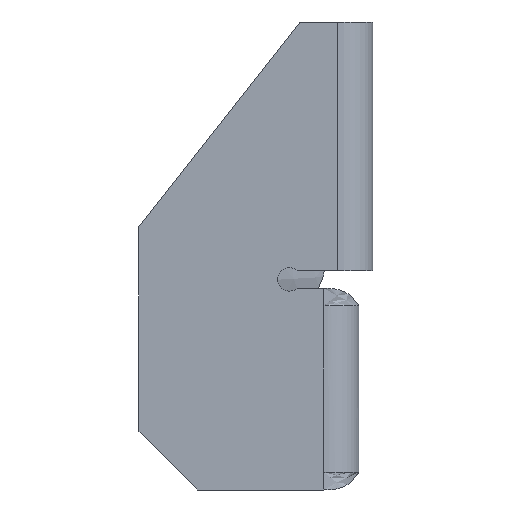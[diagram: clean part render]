
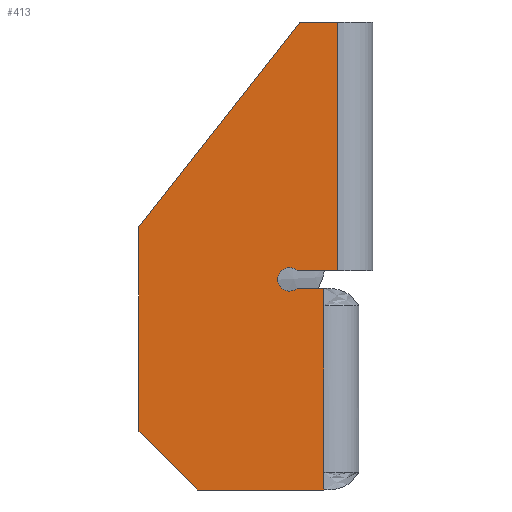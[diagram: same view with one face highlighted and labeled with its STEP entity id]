
A CAD part, left-side view. The second image highlights one B-rep face of the part: STEP entity #413.
In plain terms, the highlighted planar face has unit normal (-1, 0, 0).
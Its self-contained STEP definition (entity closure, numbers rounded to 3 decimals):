
#3 = ORIENTED_EDGE ( 'NONE', *, *, #2723, .T. ) ;
#9 = LINE ( 'NONE', #1113, #2728 ) ;
#102 = DIRECTION ( 'NONE',  ( 0., 0., 1. ) ) ;
#195 = EDGE_CURVE ( 'NONE', #3788, #3160, #4614, .T. ) ;
#237 = VECTOR ( 'NONE', #4769, 1000. ) ;
#270 = ORIENTED_EDGE ( 'NONE', *, *, #456, .F. ) ;
#325 = VERTEX_POINT ( 'NONE', #1033 ) ;
#349 = CARTESIAN_POINT ( 'NONE',  ( -20., -5.723, -4. ) ) ;
#352 = CARTESIAN_POINT ( 'NONE',  ( -20., 20., 40. ) ) ;
#370 = EDGE_CURVE ( 'NONE', #3149, #688, #1741, .T. ) ;
#413 = ADVANCED_FACE ( 'NONE', ( #685 ), #1453, .T. ) ;
#424 = VECTOR ( 'NONE', #1212, 1000. ) ;
#456 = EDGE_CURVE ( 'NONE', #2921, #3658, #1929, .T. ) ;
#485 = LINE ( 'NONE', #4762, #424 ) ;
#491 = ORIENTED_EDGE ( 'NONE', *, *, #5092, .F. ) ;
#629 = CARTESIAN_POINT ( 'NONE',  ( -20., -11.6, -7.5 ) ) ;
#640 = ORIENTED_EDGE ( 'NONE', *, *, #195, .T. ) ;
#646 = LINE ( 'NONE', #3400, #2160 ) ;
#685 = FACE_OUTER_BOUND ( 'NONE', #1068, .T. ) ;
#688 = VERTEX_POINT ( 'NONE', #2931 ) ;
#694 = DIRECTION ( 'NONE',  ( 0., 1., 0. ) ) ;
#769 = CARTESIAN_POINT ( 'NONE',  ( -20., -11.6, -8.5 ) ) ;
#998 = DIRECTION ( 'NONE',  ( -1., 0., 0. ) ) ;
#1004 = CIRCLE ( 'NONE', #4479, 2. ) ;
#1033 = CARTESIAN_POINT ( 'NONE',  ( -20., -14., -2.5 ) ) ;
#1041 = LINE ( 'NONE', #2976, #1669 ) ;
#1068 = EDGE_LOOP ( 'NONE', ( #1241, #491, #1398, #270, #1515, #2424, #1986, #1071, #2670, #1153, #3540, #640, #3, #2271 ) ) ;
#1071 = ORIENTED_EDGE ( 'NONE', *, *, #4210, .F. ) ;
#1113 = CARTESIAN_POINT ( 'NONE',  ( -20., 20., 40. ) ) ;
#1153 = ORIENTED_EDGE ( 'NONE', *, *, #2881, .F. ) ;
#1212 = DIRECTION ( 'NONE',  ( 0., 1., 0. ) ) ;
#1225 = CARTESIAN_POINT ( 'NONE',  ( -20., 10., -40. ) ) ;
#1241 = ORIENTED_EDGE ( 'NONE', *, *, #370, .F. ) ;
#1398 = ORIENTED_EDGE ( 'NONE', *, *, #1713, .F. ) ;
#1453 = PLANE ( 'NONE',  #2092 ) ;
#1512 = LINE ( 'NONE', #352, #2569 ) ;
#1515 = ORIENTED_EDGE ( 'NONE', *, *, #3396, .F. ) ;
#1585 = CARTESIAN_POINT ( 'NONE',  ( -20., -11.6, -40. ) ) ;
#1669 = VECTOR ( 'NONE', #4970, 1000. ) ;
#1670 = CARTESIAN_POINT ( 'NONE',  ( -20., -7.5, 40. ) ) ;
#1700 = CARTESIAN_POINT ( 'NONE',  ( -20., -11.6, -80.872 ) ) ;
#1713 = EDGE_CURVE ( 'NONE', #3658, #2591, #1004, .T. ) ;
#1741 = LINE ( 'NONE', #4886, #2014 ) ;
#1868 = DIRECTION ( 'NONE',  ( -1., 0., 0. ) ) ;
#1916 = VECTOR ( 'NONE', #694, 1000. ) ;
#1929 = CIRCLE ( 'NONE', #3162, 2. ) ;
#1932 = VERTEX_POINT ( 'NONE', #1670 ) ;
#1986 = ORIENTED_EDGE ( 'NONE', *, *, #3166, .T. ) ;
#2014 = VECTOR ( 'NONE', #2914, 1000. ) ;
#2066 = EDGE_CURVE ( 'NONE', #2090, #4367, #9, .T. ) ;
#2071 = CARTESIAN_POINT ( 'NONE',  ( -20., -5.723, -4. ) ) ;
#2090 = VERTEX_POINT ( 'NONE', #5093 ) ;
#2092 = AXIS2_PLACEMENT_3D ( 'NONE', #2349, #1868, #3064 ) ;
#2101 = EDGE_CURVE ( 'NONE', #3788, #4245, #2310, .T. ) ;
#2160 = VECTOR ( 'NONE', #4154, 1000. ) ;
#2213 = CARTESIAN_POINT ( 'NONE',  ( -20., -11.6, -5.5 ) ) ;
#2235 = CARTESIAN_POINT ( 'NONE',  ( -20., -5.723, -4. ) ) ;
#2271 = ORIENTED_EDGE ( 'NONE', *, *, #2593, .T. ) ;
#2310 = LINE ( 'NONE', #4344, #1916 ) ;
#2349 = CARTESIAN_POINT ( 'NONE',  ( -20., 20., 40. ) ) ;
#2415 = CARTESIAN_POINT ( 'NONE',  ( -20., -14., 40. ) ) ;
#2424 = ORIENTED_EDGE ( 'NONE', *, *, #2868, .F. ) ;
#2494 = LINE ( 'NONE', #1700, #4064 ) ;
#2567 = DIRECTION ( 'NONE',  ( 0., 0., 1. ) ) ;
#2569 = VECTOR ( 'NONE', #3119, 1000. ) ;
#2591 = VERTEX_POINT ( 'NONE', #2877 ) ;
#2593 = EDGE_CURVE ( 'NONE', #3581, #688, #4186, .T. ) ;
#2652 = CARTESIAN_POINT ( 'NONE',  ( -20., -11.6, -40. ) ) ;
#2657 = DIRECTION ( 'NONE',  ( 0., 0., -1. ) ) ;
#2666 = DIRECTION ( 'NONE',  ( -1., 0., 0. ) ) ;
#2670 = ORIENTED_EDGE ( 'NONE', *, *, #2066, .T. ) ;
#2673 = CARTESIAN_POINT ( 'NONE',  ( -20., -11.6, -37. ) ) ;
#2703 = CARTESIAN_POINT ( 'NONE',  ( -20., -11.6, -38. ) ) ;
#2723 = EDGE_CURVE ( 'NONE', #3160, #3581, #2494, .T. ) ;
#2728 = VECTOR ( 'NONE', #2657, 1000. ) ;
#2868 = EDGE_CURVE ( 'NONE', #4311, #325, #646, .T. ) ;
#2877 = CARTESIAN_POINT ( 'NONE',  ( -20., -5.723, -6. ) ) ;
#2881 = EDGE_CURVE ( 'NONE', #4245, #4367, #1041, .T. ) ;
#2914 = DIRECTION ( 'NONE',  ( 0., -1., 0. ) ) ;
#2921 = VERTEX_POINT ( 'NONE', #3183 ) ;
#2931 = CARTESIAN_POINT ( 'NONE',  ( -20., -11.6, -5.5 ) ) ;
#2934 = AXIS2_PLACEMENT_3D ( 'NONE', #2071, #3640, #102 ) ;
#2976 = CARTESIAN_POINT ( 'NONE',  ( -20., 55., 5. ) ) ;
#3064 = DIRECTION ( 'NONE',  ( 0., 0., 1. ) ) ;
#3119 = DIRECTION ( 'NONE',  ( 0., 1., 0. ) ) ;
#3149 = VERTEX_POINT ( 'NONE', #3859 ) ;
#3160 = VERTEX_POINT ( 'NONE', #3512 ) ;
#3162 = AXIS2_PLACEMENT_3D ( 'NONE', #349, #2666, #3483 ) ;
#3166 = EDGE_CURVE ( 'NONE', #4311, #1932, #1512, .T. ) ;
#3183 = CARTESIAN_POINT ( 'NONE',  ( -20., -7.046, -2.5 ) ) ;
#3396 = EDGE_CURVE ( 'NONE', #325, #2921, #485, .T. ) ;
#3400 = CARTESIAN_POINT ( 'NONE',  ( -20., -14., 40. ) ) ;
#3427 = CARTESIAN_POINT ( 'NONE',  ( -20., -11.6, -6.5 ) ) ;
#3483 = DIRECTION ( 'NONE',  ( 0., 0., 1. ) ) ;
#3512 = CARTESIAN_POINT ( 'NONE',  ( -20., -11.6, -37. ) ) ;
#3540 = ORIENTED_EDGE ( 'NONE', *, *, #2101, .F. ) ;
#3581 = VERTEX_POINT ( 'NONE', #769 ) ;
#3604 = CARTESIAN_POINT ( 'NONE',  ( -20., -5.723, -2. ) ) ;
#3611 = CIRCLE ( 'NONE', #2934, 2. ) ;
#3640 = DIRECTION ( 'NONE',  ( -1., 0., 0. ) ) ;
#3658 = VERTEX_POINT ( 'NONE', #3604 ) ;
#3788 = VERTEX_POINT ( 'NONE', #2652 ) ;
#3859 = CARTESIAN_POINT ( 'NONE',  ( -20., -7.046, -5.5 ) ) ;
#4064 = VECTOR ( 'NONE', #4076, 1000. ) ;
#4076 = DIRECTION ( 'NONE',  ( 0., 0., 1. ) ) ;
#4154 = DIRECTION ( 'NONE',  ( 0., 0., -1. ) ) ;
#4186 = B_SPLINE_CURVE_WITH_KNOTS ( 'NONE', 3,
 ( #4502, #629, #3427, #2213 ),
 .UNSPECIFIED., .F., .F.,
 ( 4, 4 ),
 ( 0., 1. ),
 .UNSPECIFIED. ) ;
#4210 = EDGE_CURVE ( 'NONE', #2090, #1932, #4302, .T. ) ;
#4245 = VERTEX_POINT ( 'NONE', #1225 ) ;
#4276 = CARTESIAN_POINT ( 'NONE',  ( -20., 20., -30. ) ) ;
#4302 = LINE ( 'NONE', #4720, #237 ) ;
#4311 = VERTEX_POINT ( 'NONE', #2415 ) ;
#4344 = CARTESIAN_POINT ( 'NONE',  ( -20., 20., -40. ) ) ;
#4367 = VERTEX_POINT ( 'NONE', #4276 ) ;
#4479 = AXIS2_PLACEMENT_3D ( 'NONE', #2235, #998, #2567 ) ;
#4502 = CARTESIAN_POINT ( 'NONE',  ( -20., -11.6, -8.5 ) ) ;
#4614 = B_SPLINE_CURVE_WITH_KNOTS ( 'NONE', 3,
 ( #1585, #4691, #2703, #2673 ),
 .UNSPECIFIED., .F., .F.,
 ( 4, 4 ),
 ( 0., 1. ),
 .UNSPECIFIED. ) ;
#4691 = CARTESIAN_POINT ( 'NONE',  ( -20., -11.6, -39. ) ) ;
#4720 = CARTESIAN_POINT ( 'NONE',  ( -20., 2.997, 26.64 ) ) ;
#4762 = CARTESIAN_POINT ( 'NONE',  ( -20., 20., -2.5 ) ) ;
#4769 = DIRECTION ( 'NONE',  ( 0., -0.618, 0.786 ) ) ;
#4886 = CARTESIAN_POINT ( 'NONE',  ( -20., 20., -5.5 ) ) ;
#4970 = DIRECTION ( 'NONE',  ( 0., 0.707, 0.707 ) ) ;
#5092 = EDGE_CURVE ( 'NONE', #2591, #3149, #3611, .T. ) ;
#5093 = CARTESIAN_POINT ( 'NONE',  ( -20., 20., 5. ) ) ;
